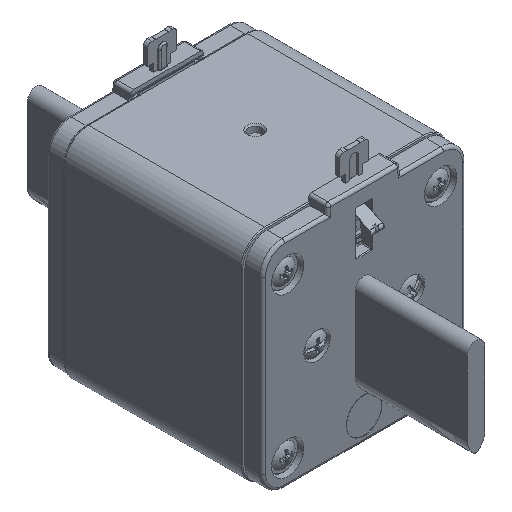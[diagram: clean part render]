
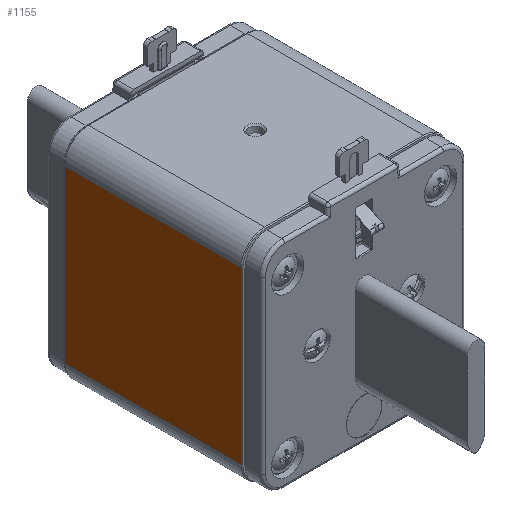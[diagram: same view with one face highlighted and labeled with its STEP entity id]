
A CAD part, isometric view. The second image highlights one B-rep face of the part: STEP entity #1155.
In plain terms, the highlighted planar face has unit normal (-1, 0, 0).
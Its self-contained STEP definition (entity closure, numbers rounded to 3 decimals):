
#1155=ADVANCED_FACE('',(#3017),#2240,.T.);
#2240=PLANE('',#20834);
#3017=FACE_OUTER_BOUND('',#4039,.T.);
#4039=EDGE_LOOP('',(#6153,#6154,#6155,#6156));
#6153=ORIENTED_EDGE('',*,*,#13287,.T.);
#6154=ORIENTED_EDGE('',*,*,#13244,.T.);
#6155=ORIENTED_EDGE('',*,*,#13288,.T.);
#6156=ORIENTED_EDGE('',*,*,#13278,.T.);
#11217=VERTEX_POINT('',#29942);
#11218=VERTEX_POINT('',#29946);
#11235=VERTEX_POINT('',#30002);
#11239=VERTEX_POINT('',#30014);
#13244=EDGE_CURVE('',#11218,#11217,#17453,.T.);
#13278=EDGE_CURVE('',#11235,#11239,#17478,.T.);
#13287=EDGE_CURVE('',#11239,#11218,#17485,.T.);
#13288=EDGE_CURVE('',#11217,#11235,#17486,.T.);
#17453=LINE('',#29947,#19092);
#17478=LINE('',#30015,#19117);
#17485=LINE('',#30028,#19124);
#17486=LINE('',#30030,#19125);
#19092=VECTOR('',#23694,1.);
#19117=VECTOR('',#23763,1.);
#19124=VECTOR('',#23782,1.);
#19125=VECTOR('',#23785,1.);
#20834=AXIS2_PLACEMENT_3D('',#30035,#23793,#23794);
#23694=DIRECTION('',(0.,0.,1.));
#23763=DIRECTION('',(0.,0.,-1.));
#23782=DIRECTION('',(0.,-1.,0.));
#23785=DIRECTION('',(0.,1.,0.));
#23793=DIRECTION('',(-1.,0.,0.));
#23794=DIRECTION('',(0.,0.,-1.));
#29942=CARTESIAN_POINT('',(0.,0.3,66.));
#29946=CARTESIAN_POINT('',(0.,0.3,8.));
#29947=CARTESIAN_POINT('',(0.,0.3,0.));
#30002=CARTESIAN_POINT('',(0.,60.2,66.));
#30014=CARTESIAN_POINT('',(0.,60.2,8.));
#30015=CARTESIAN_POINT('',(0.,60.2,0.));
#30028=CARTESIAN_POINT('',(0.,30.25,8.));
#30030=CARTESIAN_POINT('',(0.,30.25,66.));
#30035=CARTESIAN_POINT('',(0.,30.25,0.));
